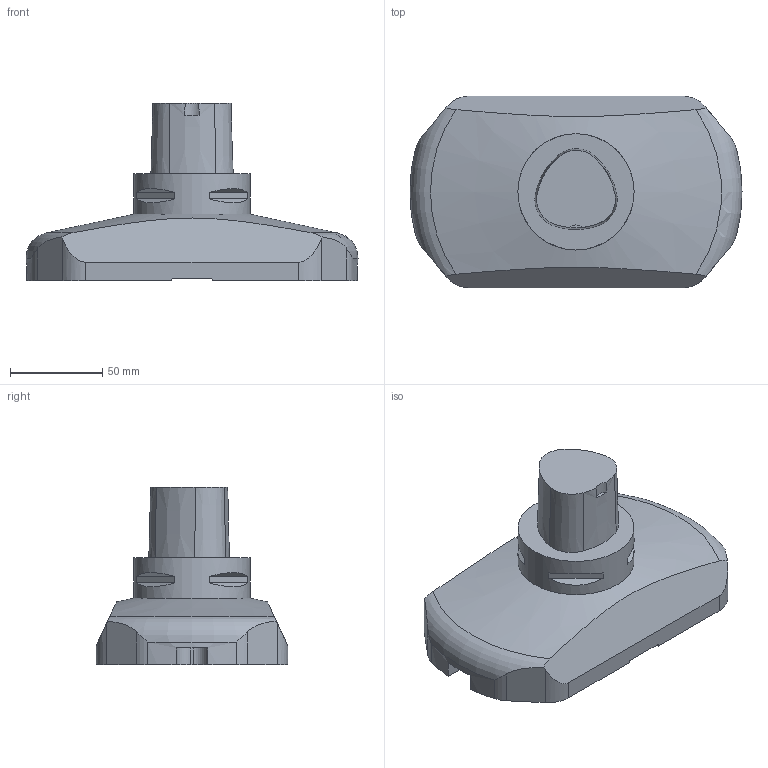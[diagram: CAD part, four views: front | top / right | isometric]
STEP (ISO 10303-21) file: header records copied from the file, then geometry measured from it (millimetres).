
FILE_DESCRIPTION(/* description */ (''),/* implementation_level */ '2;1');
FILE_NAME(/* name */ '1563181030147.stp',/* time_stamp */ '2019-07-15T10:57:15+02:00',/* author */ (''),/* organization */ ('SMS'),/* preprocessor_version */ 'ST-DEVELOPER v16.7',/* originating_system */ 'SIEMENS PLM Software NX 12.0',/* authorisation */ '');
FILE_SCHEMA (('AUTOMOTIVE_DESIGN { 1 0 10303 214 3 1 1 1 }'));
Length unit declared in the file: millimetre
Products named in the file (1): 201157286mod000_01
Bounding box: 180 x 104 x 96 mm (x, y, z)
Volume: 600527.5 mm3; surface area: 57962.3 mm2
Topology: 1 solids, 1 shells, 63 faces, 168 edges, 116 vertices
Faces by surface type: plane 36, cylinder 18, cone 7, torus 2
Full cylindrical faces by diameter (mm): 63 x1
Entity records: 2080 total; most frequent: CARTESIAN_POINT 422, DIRECTION 344, ORIENTED_EDGE 328, EDGE_CURVE 164, AXIS2_PLACEMENT_3D 128, VERTEX_POINT 110, LINE 88, VECTOR 88
